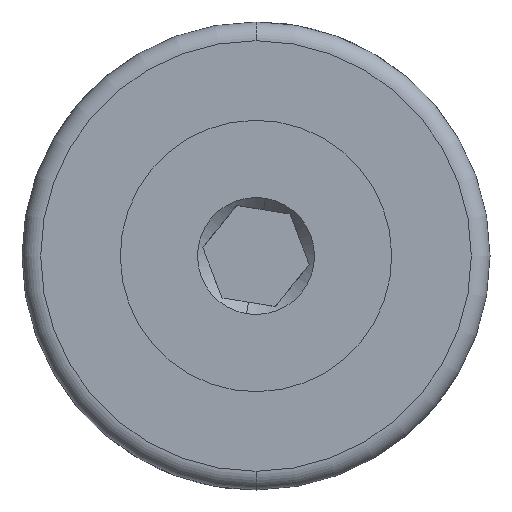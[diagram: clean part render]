
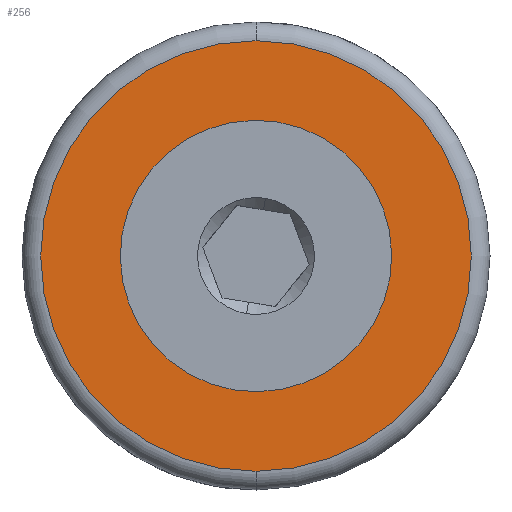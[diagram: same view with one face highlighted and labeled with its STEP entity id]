
A CAD part, front view. The second image highlights one B-rep face of the part: STEP entity #256.
In plain terms, the highlighted planar face has unit normal (0, -1, 0).
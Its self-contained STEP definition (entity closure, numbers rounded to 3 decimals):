
#123 = EDGE_CURVE ( 'NONE', #1404, #1923, #1708, .T. ) ;
#152 = EDGE_CURVE ( 'NONE', #460, #945, #1783, .T. ) ;
#154 = EDGE_CURVE ( 'NONE', #1923, #1404, #1785, .T. ) ;
#215 = CARTESIAN_POINT ( 'NONE',  ( 0., 0., 23. ) ) ;
#219 = DIRECTION ( 'NONE',  ( 0., -1., 0. ) ) ;
#227 = DIRECTION ( 'NONE',  ( 0., -1., 0. ) ) ;
#256 = ADVANCED_FACE ( 'NONE', ( #1900, #1864 ), #526, .F. ) ;
#273 = DIRECTION ( 'NONE',  ( 0., 0., 1. ) ) ;
#301 = CARTESIAN_POINT ( 'NONE',  ( 0., 0., 0. ) ) ;
#330 = DIRECTION ( 'NONE',  ( 0., 0., 1. ) ) ;
#368 = DIRECTION ( 'NONE',  ( 0., 0., 1. ) ) ;
#405 = DIRECTION ( 'NONE',  ( 0., -1., 0. ) ) ;
#425 = CARTESIAN_POINT ( 'NONE',  ( 0., 0., 0. ) ) ;
#460 = VERTEX_POINT ( 'NONE', #215 ) ;
#489 = DIRECTION ( 'NONE',  ( 0., 0., 1. ) ) ;
#491 = DIRECTION ( 'NONE',  ( 0., 1., 0. ) ) ;
#526 = PLANE ( 'NONE',  #1470 ) ;
#624 = CARTESIAN_POINT ( 'NONE',  ( 0., 0., 0. ) ) ;
#642 = CARTESIAN_POINT ( 'NONE',  ( 0., 0., 14. ) ) ;
#716 = EDGE_CURVE ( 'NONE', #945, #460, #1933, .T. ) ;
#882 = AXIS2_PLACEMENT_3D ( 'NONE', #911, #902, #884 ) ;
#884 = DIRECTION ( 'NONE',  ( 0., 0., 1. ) ) ;
#902 = DIRECTION ( 'NONE',  ( 0., -1., 0. ) ) ;
#911 = CARTESIAN_POINT ( 'NONE',  ( 0., 0., 0. ) ) ;
#926 = EDGE_LOOP ( 'NONE', ( #1024, #1030 ) ) ;
#945 = VERTEX_POINT ( 'NONE', #1778 ) ;
#983 = EDGE_LOOP ( 'NONE', ( #1022, #1317 ) ) ;
#1022 = ORIENTED_EDGE ( 'NONE', *, *, #154, .F. ) ;
#1024 = ORIENTED_EDGE ( 'NONE', *, *, #152, .T. ) ;
#1030 = ORIENTED_EDGE ( 'NONE', *, *, #716, .T. ) ;
#1317 = ORIENTED_EDGE ( 'NONE', *, *, #123, .F. ) ;
#1383 = CARTESIAN_POINT ( 'NONE',  ( 0., 0., -14. ) ) ;
#1404 = VERTEX_POINT ( 'NONE', #1383 ) ;
#1470 = AXIS2_PLACEMENT_3D ( 'NONE', #624, #491, #489 ) ;
#1576 = CARTESIAN_POINT ( 'NONE',  ( 0., 0., 0. ) ) ;
#1618 = AXIS2_PLACEMENT_3D ( 'NONE', #1576, #227, #368 ) ;
#1648 = AXIS2_PLACEMENT_3D ( 'NONE', #301, #219, #273 ) ;
#1708 = CIRCLE ( 'NONE', #882, 14. ) ;
#1778 = CARTESIAN_POINT ( 'NONE',  ( 0., 0., -23. ) ) ;
#1783 = CIRCLE ( 'NONE', #1802, 23. ) ;
#1785 = CIRCLE ( 'NONE', #1648, 14. ) ;
#1802 = AXIS2_PLACEMENT_3D ( 'NONE', #425, #405, #330 ) ;
#1864 = FACE_BOUND ( 'NONE', #983, .T. ) ;
#1900 = FACE_OUTER_BOUND ( 'NONE', #926, .T. ) ;
#1923 = VERTEX_POINT ( 'NONE', #642 ) ;
#1933 = CIRCLE ( 'NONE', #1618, 23. ) ;
